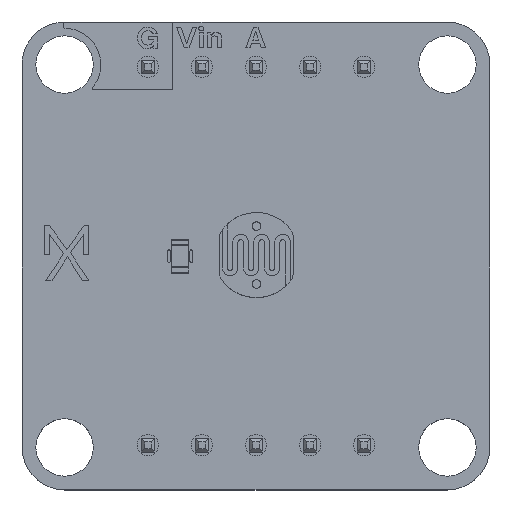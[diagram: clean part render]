
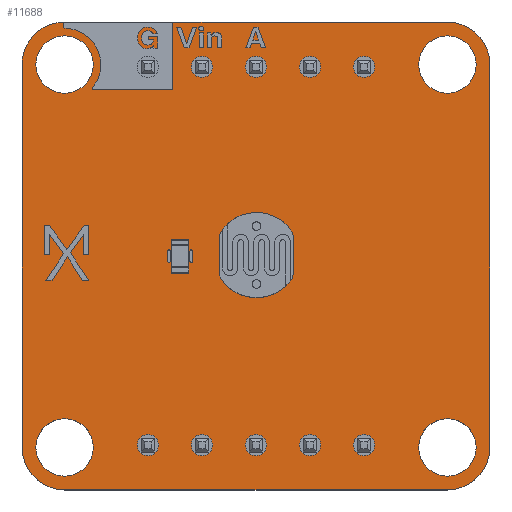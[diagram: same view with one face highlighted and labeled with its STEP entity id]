
A CAD part, top view. The second image highlights one B-rep face of the part: STEP entity #11688.
In plain terms, the highlighted planar face has unit normal (0, 0, 1).
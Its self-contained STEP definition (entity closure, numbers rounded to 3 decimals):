
#11363 = VERTEX_POINT('',#11364);
#11364 = CARTESIAN_POINT('',(8.978,11.011,1.51));
#11370 = EDGE_CURVE('',#11363,#11371,#11373,.T.);
#11371 = VERTEX_POINT('',#11372);
#11372 = CARTESIAN_POINT('',(10.978,9.011,1.51));
#11373 = CIRCLE('',#11374,2.);
#11374 = AXIS2_PLACEMENT_3D('',#11375,#11376,#11377);
#11375 = CARTESIAN_POINT('',(8.978,9.011,1.51));
#11376 = DIRECTION('',(0.,0.,-1.));
#11377 = DIRECTION('',(0.,1.,0.));
#11405 = VERTEX_POINT('',#11406);
#11406 = CARTESIAN_POINT('',(-9.013,11.011,1.51));
#11412 = EDGE_CURVE('',#11405,#11363,#11413,.T.);
#11413 = LINE('',#11414,#11415);
#11414 = CARTESIAN_POINT('',(-9.013,11.011,1.51));
#11415 = VECTOR('',#11416,1.);
#11416 = DIRECTION('',(1.,0.,0.));
#11434 = EDGE_CURVE('',#11371,#11435,#11437,.T.);
#11435 = VERTEX_POINT('',#11436);
#11436 = CARTESIAN_POINT('',(10.978,-8.989,1.51));
#11437 = LINE('',#11438,#11439);
#11438 = CARTESIAN_POINT('',(10.978,9.011,1.51));
#11439 = VECTOR('',#11440,1.);
#11440 = DIRECTION('',(0.,-1.,0.));
#11688 = ADVANCED_FACE('',(#11689,#11735,#11746,#11757,#11768,#11779,
    #11790,#11801,#11812,#11823,#11834,#11845,#11856,#11867,#11878,
    #11889,#11900),#11911,.T.);
#11689 = FACE_BOUND('',#11690,.T.);
#11690 = EDGE_LOOP('',(#11691,#11692,#11693,#11702,#11710,#11719,#11727,
    #11734));
#11691 = ORIENTED_EDGE('',*,*,#11370,.F.);
#11692 = ORIENTED_EDGE('',*,*,#11412,.F.);
#11693 = ORIENTED_EDGE('',*,*,#11694,.F.);
#11694 = EDGE_CURVE('',#11695,#11405,#11697,.T.);
#11695 = VERTEX_POINT('',#11696);
#11696 = CARTESIAN_POINT('',(-11.022,9.011,1.51));
#11697 = CIRCLE('',#11698,2.);
#11698 = AXIS2_PLACEMENT_3D('',#11699,#11700,#11701);
#11699 = CARTESIAN_POINT('',(-9.022,9.011,1.51));
#11700 = DIRECTION('',(0.,0.,-1.));
#11701 = DIRECTION('',(-1.,0.,0.));
#11702 = ORIENTED_EDGE('',*,*,#11703,.F.);
#11703 = EDGE_CURVE('',#11704,#11695,#11706,.T.);
#11704 = VERTEX_POINT('',#11705);
#11705 = CARTESIAN_POINT('',(-11.022,-8.989,1.51));
#11706 = LINE('',#11707,#11708);
#11707 = CARTESIAN_POINT('',(-11.022,-8.989,1.51));
#11708 = VECTOR('',#11709,1.);
#11709 = DIRECTION('',(0.,1.,0.));
#11710 = ORIENTED_EDGE('',*,*,#11711,.F.);
#11711 = EDGE_CURVE('',#11712,#11704,#11714,.T.);
#11712 = VERTEX_POINT('',#11713);
#11713 = CARTESIAN_POINT('',(-9.022,-10.989,1.51));
#11714 = CIRCLE('',#11715,2.);
#11715 = AXIS2_PLACEMENT_3D('',#11716,#11717,#11718);
#11716 = CARTESIAN_POINT('',(-9.022,-8.989,1.51));
#11717 = DIRECTION('',(0.,0.,-1.));
#11718 = DIRECTION('',(0.,-1.,0.));
#11719 = ORIENTED_EDGE('',*,*,#11720,.F.);
#11720 = EDGE_CURVE('',#11721,#11712,#11723,.T.);
#11721 = VERTEX_POINT('',#11722);
#11722 = CARTESIAN_POINT('',(8.978,-10.989,1.51));
#11723 = LINE('',#11724,#11725);
#11724 = CARTESIAN_POINT('',(8.978,-10.989,1.51));
#11725 = VECTOR('',#11726,1.);
#11726 = DIRECTION('',(-1.,0.,0.));
#11727 = ORIENTED_EDGE('',*,*,#11728,.F.);
#11728 = EDGE_CURVE('',#11435,#11721,#11729,.T.);
#11729 = CIRCLE('',#11730,2.);
#11730 = AXIS2_PLACEMENT_3D('',#11731,#11732,#11733);
#11731 = CARTESIAN_POINT('',(8.978,-8.989,1.51));
#11732 = DIRECTION('',(0.,0.,-1.));
#11733 = DIRECTION('',(1.,0.,0.));
#11734 = ORIENTED_EDGE('',*,*,#11434,.F.);
#11735 = FACE_BOUND('',#11736,.T.);
#11736 = EDGE_LOOP('',(#11737));
#11737 = ORIENTED_EDGE('',*,*,#11738,.T.);
#11738 = EDGE_CURVE('',#11739,#11739,#11741,.T.);
#11739 = VERTEX_POINT('',#11740);
#11740 = CARTESIAN_POINT('',(-9.022,-10.339,1.51));
#11741 = CIRCLE('',#11742,1.35);
#11742 = AXIS2_PLACEMENT_3D('',#11743,#11744,#11745);
#11743 = CARTESIAN_POINT('',(-9.022,-8.989,1.51));
#11744 = DIRECTION('',(-0.,0.,-1.));
#11745 = DIRECTION('',(0.,-1.,-0.));
#11746 = FACE_BOUND('',#11747,.T.);
#11747 = EDGE_LOOP('',(#11748));
#11748 = ORIENTED_EDGE('',*,*,#11749,.T.);
#11749 = EDGE_CURVE('',#11750,#11750,#11752,.T.);
#11750 = VERTEX_POINT('',#11751);
#11751 = CARTESIAN_POINT('',(-5.102,-9.379,1.51));
#11752 = CIRCLE('',#11753,0.5);
#11753 = AXIS2_PLACEMENT_3D('',#11754,#11755,#11756);
#11754 = CARTESIAN_POINT('',(-5.102,-8.879,1.51));
#11755 = DIRECTION('',(-0.,0.,-1.));
#11756 = DIRECTION('',(-0.,-1.,0.));
#11757 = FACE_BOUND('',#11758,.T.);
#11758 = EDGE_LOOP('',(#11759));
#11759 = ORIENTED_EDGE('',*,*,#11760,.T.);
#11760 = EDGE_CURVE('',#11761,#11761,#11763,.T.);
#11761 = VERTEX_POINT('',#11762);
#11762 = CARTESIAN_POINT('',(-2.562,-9.379,1.51));
#11763 = CIRCLE('',#11764,0.5);
#11764 = AXIS2_PLACEMENT_3D('',#11765,#11766,#11767);
#11765 = CARTESIAN_POINT('',(-2.562,-8.879,1.51));
#11766 = DIRECTION('',(-0.,0.,-1.));
#11767 = DIRECTION('',(-0.,-1.,0.));
#11768 = FACE_BOUND('',#11769,.T.);
#11769 = EDGE_LOOP('',(#11770));
#11770 = ORIENTED_EDGE('',*,*,#11771,.T.);
#11771 = EDGE_CURVE('',#11772,#11772,#11774,.T.);
#11772 = VERTEX_POINT('',#11773);
#11773 = CARTESIAN_POINT('',(-0.022,-9.379,1.51));
#11774 = CIRCLE('',#11775,0.5);
#11775 = AXIS2_PLACEMENT_3D('',#11776,#11777,#11778);
#11776 = CARTESIAN_POINT('',(-0.022,-8.879,1.51));
#11777 = DIRECTION('',(-0.,0.,-1.));
#11778 = DIRECTION('',(0.,-1.,-0.));
#11779 = FACE_BOUND('',#11780,.T.);
#11780 = EDGE_LOOP('',(#11781));
#11781 = ORIENTED_EDGE('',*,*,#11782,.T.);
#11782 = EDGE_CURVE('',#11783,#11783,#11785,.T.);
#11783 = VERTEX_POINT('',#11784);
#11784 = CARTESIAN_POINT('',(2.518,-9.379,1.51));
#11785 = CIRCLE('',#11786,0.5);
#11786 = AXIS2_PLACEMENT_3D('',#11787,#11788,#11789);
#11787 = CARTESIAN_POINT('',(2.518,-8.879,1.51));
#11788 = DIRECTION('',(-0.,0.,-1.));
#11789 = DIRECTION('',(-0.,-1.,0.));
#11790 = FACE_BOUND('',#11791,.T.);
#11791 = EDGE_LOOP('',(#11792));
#11792 = ORIENTED_EDGE('',*,*,#11793,.T.);
#11793 = EDGE_CURVE('',#11794,#11794,#11796,.T.);
#11794 = VERTEX_POINT('',#11795);
#11795 = CARTESIAN_POINT('',(5.058,-9.379,1.51));
#11796 = CIRCLE('',#11797,0.5);
#11797 = AXIS2_PLACEMENT_3D('',#11798,#11799,#11800);
#11798 = CARTESIAN_POINT('',(5.058,-8.879,1.51));
#11799 = DIRECTION('',(-0.,0.,-1.));
#11800 = DIRECTION('',(-0.,-1.,0.));
#11801 = FACE_BOUND('',#11802,.T.);
#11802 = EDGE_LOOP('',(#11803));
#11803 = ORIENTED_EDGE('',*,*,#11804,.T.);
#11804 = EDGE_CURVE('',#11805,#11805,#11807,.T.);
#11805 = VERTEX_POINT('',#11806);
#11806 = CARTESIAN_POINT('',(8.978,-10.339,1.51));
#11807 = CIRCLE('',#11808,1.35);
#11808 = AXIS2_PLACEMENT_3D('',#11809,#11810,#11811);
#11809 = CARTESIAN_POINT('',(8.978,-8.989,1.51));
#11810 = DIRECTION('',(-0.,0.,-1.));
#11811 = DIRECTION('',(-0.,-1.,0.));
#11812 = FACE_BOUND('',#11813,.T.);
#11813 = EDGE_LOOP('',(#11814));
#11814 = ORIENTED_EDGE('',*,*,#11815,.T.);
#11815 = EDGE_CURVE('',#11816,#11816,#11818,.T.);
#11816 = VERTEX_POINT('',#11817);
#11817 = CARTESIAN_POINT('',(-0.002,-1.7,1.51));
#11818 = CIRCLE('',#11819,0.4);
#11819 = AXIS2_PLACEMENT_3D('',#11820,#11821,#11822);
#11820 = CARTESIAN_POINT('',(-0.002,-1.3,1.51));
#11821 = DIRECTION('',(-0.,0.,-1.));
#11822 = DIRECTION('',(0.,-1.,-0.));
#11823 = FACE_BOUND('',#11824,.T.);
#11824 = EDGE_LOOP('',(#11825));
#11825 = ORIENTED_EDGE('',*,*,#11826,.T.);
#11826 = EDGE_CURVE('',#11827,#11827,#11829,.T.);
#11827 = VERTEX_POINT('',#11828);
#11828 = CARTESIAN_POINT('',(-9.022,7.661,1.51));
#11829 = CIRCLE('',#11830,1.35);
#11830 = AXIS2_PLACEMENT_3D('',#11831,#11832,#11833);
#11831 = CARTESIAN_POINT('',(-9.022,9.011,1.51));
#11832 = DIRECTION('',(-0.,0.,-1.));
#11833 = DIRECTION('',(-0.,-1.,0.));
#11834 = FACE_BOUND('',#11835,.T.);
#11835 = EDGE_LOOP('',(#11836));
#11836 = ORIENTED_EDGE('',*,*,#11837,.T.);
#11837 = EDGE_CURVE('',#11838,#11838,#11840,.T.);
#11838 = VERTEX_POINT('',#11839);
#11839 = CARTESIAN_POINT('',(-5.102,8.401,1.51));
#11840 = CIRCLE('',#11841,0.5);
#11841 = AXIS2_PLACEMENT_3D('',#11842,#11843,#11844);
#11842 = CARTESIAN_POINT('',(-5.102,8.901,1.51));
#11843 = DIRECTION('',(-0.,0.,-1.));
#11844 = DIRECTION('',(-0.,-1.,0.));
#11845 = FACE_BOUND('',#11846,.T.);
#11846 = EDGE_LOOP('',(#11847));
#11847 = ORIENTED_EDGE('',*,*,#11848,.T.);
#11848 = EDGE_CURVE('',#11849,#11849,#11851,.T.);
#11849 = VERTEX_POINT('',#11850);
#11850 = CARTESIAN_POINT('',(-2.562,8.401,1.51));
#11851 = CIRCLE('',#11852,0.5);
#11852 = AXIS2_PLACEMENT_3D('',#11853,#11854,#11855);
#11853 = CARTESIAN_POINT('',(-2.562,8.901,1.51));
#11854 = DIRECTION('',(-0.,0.,-1.));
#11855 = DIRECTION('',(-0.,-1.,0.));
#11856 = FACE_BOUND('',#11857,.T.);
#11857 = EDGE_LOOP('',(#11858));
#11858 = ORIENTED_EDGE('',*,*,#11859,.T.);
#11859 = EDGE_CURVE('',#11860,#11860,#11862,.T.);
#11860 = VERTEX_POINT('',#11861);
#11861 = CARTESIAN_POINT('',(-0.002,0.9,1.51));
#11862 = CIRCLE('',#11863,0.4);
#11863 = AXIS2_PLACEMENT_3D('',#11864,#11865,#11866);
#11864 = CARTESIAN_POINT('',(-0.002,1.3,1.51));
#11865 = DIRECTION('',(-0.,0.,-1.));
#11866 = DIRECTION('',(0.,-1.,-0.));
#11867 = FACE_BOUND('',#11868,.T.);
#11868 = EDGE_LOOP('',(#11869));
#11869 = ORIENTED_EDGE('',*,*,#11870,.T.);
#11870 = EDGE_CURVE('',#11871,#11871,#11873,.T.);
#11871 = VERTEX_POINT('',#11872);
#11872 = CARTESIAN_POINT('',(-0.022,8.401,1.51));
#11873 = CIRCLE('',#11874,0.5);
#11874 = AXIS2_PLACEMENT_3D('',#11875,#11876,#11877);
#11875 = CARTESIAN_POINT('',(-0.022,8.901,1.51));
#11876 = DIRECTION('',(-0.,0.,-1.));
#11877 = DIRECTION('',(0.,-1.,-0.));
#11878 = FACE_BOUND('',#11879,.T.);
#11879 = EDGE_LOOP('',(#11880));
#11880 = ORIENTED_EDGE('',*,*,#11881,.T.);
#11881 = EDGE_CURVE('',#11882,#11882,#11884,.T.);
#11882 = VERTEX_POINT('',#11883);
#11883 = CARTESIAN_POINT('',(2.518,8.401,1.51));
#11884 = CIRCLE('',#11885,0.5);
#11885 = AXIS2_PLACEMENT_3D('',#11886,#11887,#11888);
#11886 = CARTESIAN_POINT('',(2.518,8.901,1.51));
#11887 = DIRECTION('',(-0.,0.,-1.));
#11888 = DIRECTION('',(-0.,-1.,0.));
#11889 = FACE_BOUND('',#11890,.T.);
#11890 = EDGE_LOOP('',(#11891));
#11891 = ORIENTED_EDGE('',*,*,#11892,.T.);
#11892 = EDGE_CURVE('',#11893,#11893,#11895,.T.);
#11893 = VERTEX_POINT('',#11894);
#11894 = CARTESIAN_POINT('',(5.058,8.401,1.51));
#11895 = CIRCLE('',#11896,0.5);
#11896 = AXIS2_PLACEMENT_3D('',#11897,#11898,#11899);
#11897 = CARTESIAN_POINT('',(5.058,8.901,1.51));
#11898 = DIRECTION('',(-0.,0.,-1.));
#11899 = DIRECTION('',(-0.,-1.,0.));
#11900 = FACE_BOUND('',#11901,.T.);
#11901 = EDGE_LOOP('',(#11902));
#11902 = ORIENTED_EDGE('',*,*,#11903,.T.);
#11903 = EDGE_CURVE('',#11904,#11904,#11906,.T.);
#11904 = VERTEX_POINT('',#11905);
#11905 = CARTESIAN_POINT('',(8.978,7.661,1.51));
#11906 = CIRCLE('',#11907,1.35);
#11907 = AXIS2_PLACEMENT_3D('',#11908,#11909,#11910);
#11908 = CARTESIAN_POINT('',(8.978,9.011,1.51));
#11909 = DIRECTION('',(-0.,0.,-1.));
#11910 = DIRECTION('',(-0.,-1.,0.));
#11911 = PLANE('',#11912);
#11912 = AXIS2_PLACEMENT_3D('',#11913,#11914,#11915);
#11913 = CARTESIAN_POINT('',(0.,0.,1.51));
#11914 = DIRECTION('',(0.,0.,1.));
#11915 = DIRECTION('',(1.,0.,-0.));
